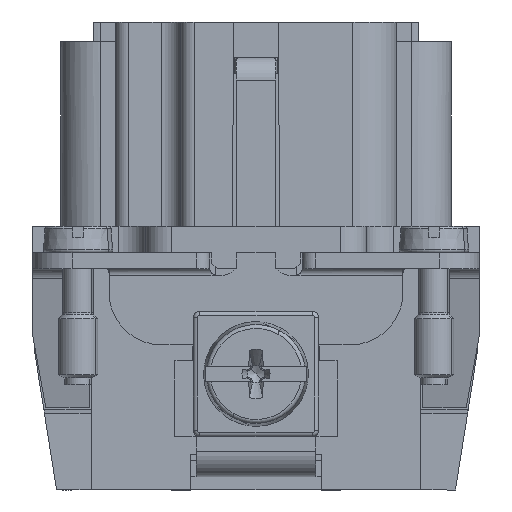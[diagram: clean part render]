
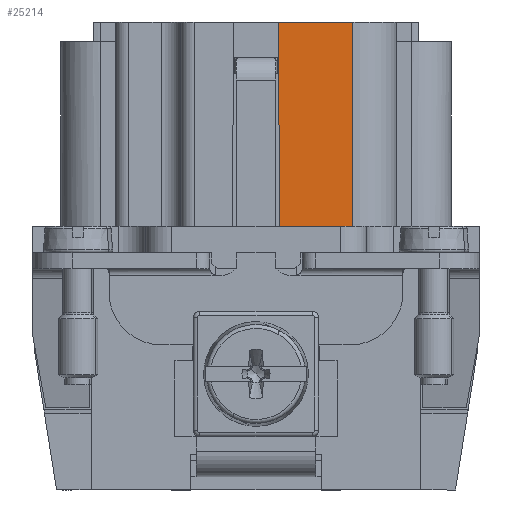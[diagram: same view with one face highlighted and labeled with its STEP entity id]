
A CAD part, front view. The second image highlights one B-rep face of the part: STEP entity #25214.
In plain terms, the highlighted planar face has unit normal (0, -1, 0).
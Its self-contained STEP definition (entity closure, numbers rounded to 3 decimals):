
#10577=AXIS2_PLACEMENT_3D('Plane Axis2P3D',#10574,#10575,#10576) ;
#7684=CARTESIAN_POINT('Vertex',(18.626,9.6,35.5)) ;
#7709=CARTESIAN_POINT('Vertex',(18.762,9.6,20.)) ;
#7712=CARTESIAN_POINT('Line Origine',(18.701,9.6,27.)) ;
#10574=CARTESIAN_POINT('Axis2P3D Location',(12.95,9.6,20.)) ;
#24113=CARTESIAN_POINT('Line Origine',(24.3,9.6,27.75)) ;
#24117=CARTESIAN_POINT('Vertex',(24.3,9.6,20.)) ;
#24119=CARTESIAN_POINT('Vertex',(24.3,9.6,35.5)) ;
#25147=CARTESIAN_POINT('Line Origine',(19.788,9.6,35.5)) ;
#25151=CARTESIAN_POINT('Vertex',(20.95,9.6,35.5)) ;
#25154=CARTESIAN_POINT('Line Origine',(22.625,9.6,35.5)) ;
#25194=CARTESIAN_POINT('Line Origine',(19.856,9.6,20.)) ;
#25198=CARTESIAN_POINT('Vertex',(20.95,9.6,20.)) ;
#25201=CARTESIAN_POINT('Line Origine',(22.625,9.6,20.)) ;
#7713=DIRECTION('Vector Direction',(-0.009,0.,1.)) ;
#10575=DIRECTION('Axis2P3D Direction',(0.,1.,0.)) ;
#10576=DIRECTION('Axis2P3D XDirection',(-1.,0.,0.)) ;
#24114=DIRECTION('Vector Direction',(0.,0.,1.)) ;
#25148=DIRECTION('Vector Direction',(1.,0.,0.)) ;
#25155=DIRECTION('Vector Direction',(1.,0.,0.)) ;
#25195=DIRECTION('Vector Direction',(-1.,0.,0.)) ;
#25202=DIRECTION('Vector Direction',(1.,0.,0.)) ;
#7714=VECTOR('Line Direction',#7713,1.) ;
#24115=VECTOR('Line Direction',#24114,1.) ;
#25149=VECTOR('Line Direction',#25148,1.) ;
#25156=VECTOR('Line Direction',#25155,1.) ;
#25196=VECTOR('Line Direction',#25195,1.) ;
#25203=VECTOR('Line Direction',#25202,1.) ;
#25207=ORIENTED_EDGE('',*,*,#25158,.F.) ;
#25208=ORIENTED_EDGE('',*,*,#25153,.T.) ;
#25209=ORIENTED_EDGE('',*,*,#7716,.T.) ;
#25210=ORIENTED_EDGE('',*,*,#25200,.F.) ;
#25211=ORIENTED_EDGE('',*,*,#25205,.T.) ;
#25212=ORIENTED_EDGE('',*,*,#24121,.T.) ;
#25214=ADVANCED_FACE('Hauptk\X2\00F6\X0\rper',(#25213),#10578,.F.) ;
#7716=EDGE_CURVE('',#7685,#7710,#7715,.F.) ;
#24121=EDGE_CURVE('',#24118,#24120,#24116,.T.) ;
#25153=EDGE_CURVE('',#25152,#7685,#25150,.F.) ;
#25158=EDGE_CURVE('',#25152,#24120,#25157,.T.) ;
#25200=EDGE_CURVE('',#25199,#7710,#25197,.T.) ;
#25205=EDGE_CURVE('',#25199,#24118,#25204,.T.) ;
#25206=EDGE_LOOP('',(#25207,#25208,#25209,#25210,#25211,#25212)) ;
#25213=FACE_OUTER_BOUND('',#25206,.T.) ;
#7715=LINE('Line',#7712,#7714) ;
#24116=LINE('Line',#24113,#24115) ;
#25150=LINE('Line',#25147,#25149) ;
#25157=LINE('Line',#25154,#25156) ;
#25197=LINE('Line',#25194,#25196) ;
#25204=LINE('Line',#25201,#25203) ;
#10578=PLANE('',#10577) ;
#7685=VERTEX_POINT('',#7684) ;
#7710=VERTEX_POINT('',#7709) ;
#24118=VERTEX_POINT('',#24117) ;
#24120=VERTEX_POINT('',#24119) ;
#25152=VERTEX_POINT('',#25151) ;
#25199=VERTEX_POINT('',#25198) ;
